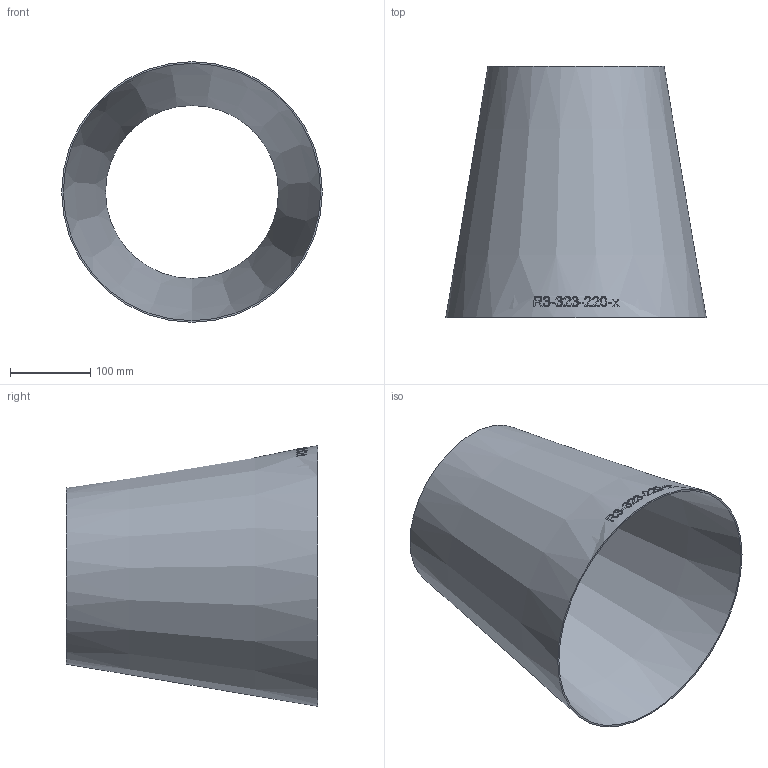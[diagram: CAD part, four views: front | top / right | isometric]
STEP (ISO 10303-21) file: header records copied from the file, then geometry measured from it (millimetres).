
FILE_DESCRIPTION (( 'STEP AP214' ), '1' );
FILE_NAME ('R3-323-220-x Reduzierung L=3(D-d) 2008.STEP', '2020-08-03T08:13:18', ( '' ), ( '' ), 'SwSTEP 2.0', 'SolidWorks 2019', '' );
FILE_SCHEMA (( 'AUTOMOTIVE_DESIGN' ));
Length unit declared in the file: millimetre
Products named in the file (1): R3-323-220-x Reduzierung L=3(D-d) 2008
Bounding box: 323.9 x 312 x 323.9 mm (x, y, z)
Volume: 534629.5 mm3; surface area: 539094.6 mm2
Topology: 1 solids, 1 shells, 164 faces, 444 edges, 296 vertices
Faces by surface type: bspline 146, cone 16, plane 2
Entity records: 33150 total; most frequent: CARTESIAN_POINT 28549, ORIENTED_EDGE 884, EDGE_CURVE 442, B_SPLINE_CURVE_WITH_KNOTS 438, VERTEX_POINT 296, EDGE_LOOP 182, ADVANCED_FACE 164, FACE_OUTER_BOUND 164
